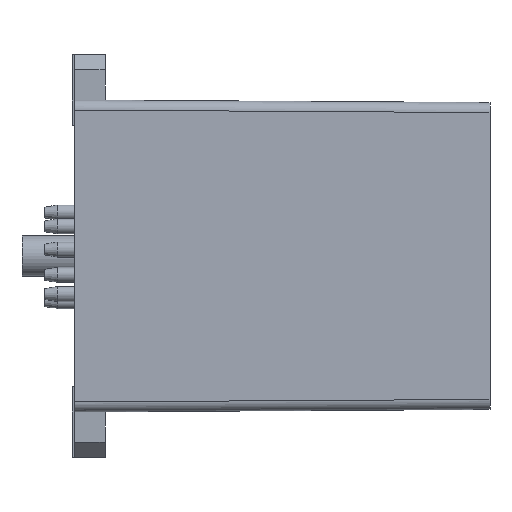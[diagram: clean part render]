
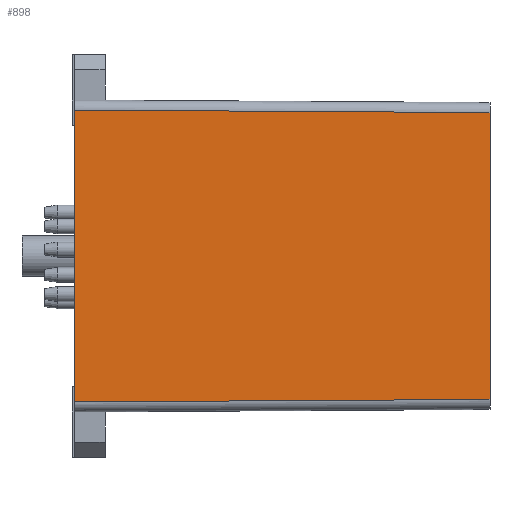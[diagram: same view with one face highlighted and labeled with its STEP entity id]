
A CAD part, left-side view. The second image highlights one B-rep face of the part: STEP entity #898.
In plain terms, the highlighted planar face has unit normal (-1, -0.006, 0).
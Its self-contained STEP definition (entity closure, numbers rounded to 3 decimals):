
#777=CARTESIAN_POINT('',(-41.5,82.5,-48.5));
#778=VERTEX_POINT('',#777);
#786=CARTESIAN_POINT('',(-41.5,82.5,9.5));
#787=VERTEX_POINT('',#786);
#788=CARTESIAN_POINT('',(-41.5,82.5,9.5));
#789=DIRECTION('',(0.0,0.0,-1.0));
#790=VECTOR('',#789,57.999);
#791=LINE('',#788,#790);
#792=EDGE_CURVE('',#787,#778,#791,.T.);
#856=CARTESIAN_POINT('',(-41.0,0.0,9.));
#857=VERTEX_POINT('',#856);
#858=CARTESIAN_POINT('',(-41.5,82.5,9.5));
#859=DIRECTION('',(0.006,-1.,-0.006));
#860=VECTOR('',#859,82.503);
#861=LINE('',#858,#860);
#862=EDGE_CURVE('',#787,#857,#861,.T.);
#875=CARTESIAN_POINT('',(-41.0,0.0,11.));
#876=DIRECTION('',(-1.,-0.006,0.));
#877=DIRECTION('',(0.0,0.0,1.0));
#878=AXIS2_PLACEMENT_3D('',#875,#876,#877);
#879=PLANE('',#878);
#880=ORIENTED_EDGE('',*,*,#862,.F.);
#881=ORIENTED_EDGE('',*,*,#792,.T.);
#882=CARTESIAN_POINT('',(-41.,0.0,-48.));
#883=VERTEX_POINT('',#882);
#884=CARTESIAN_POINT('',(-41.,0.,-48.));
#885=DIRECTION('',(-0.006,1.,-0.006));
#886=VECTOR('',#885,82.503);
#887=LINE('',#884,#886);
#888=EDGE_CURVE('',#883,#778,#887,.T.);
#889=ORIENTED_EDGE('',*,*,#888,.F.);
#890=CARTESIAN_POINT('',(-41.,0.0,-48.));
#891=DIRECTION('',(0.0,0.0,1.0));
#892=VECTOR('',#891,57.);
#893=LINE('',#890,#892);
#894=EDGE_CURVE('',#883,#857,#893,.T.);
#895=ORIENTED_EDGE('',*,*,#894,.T.);
#896=EDGE_LOOP('',(#880,#881,#889,#895));
#897=FACE_OUTER_BOUND('',#896,.T.);
#898=ADVANCED_FACE('',(#897),#879,.T.);
